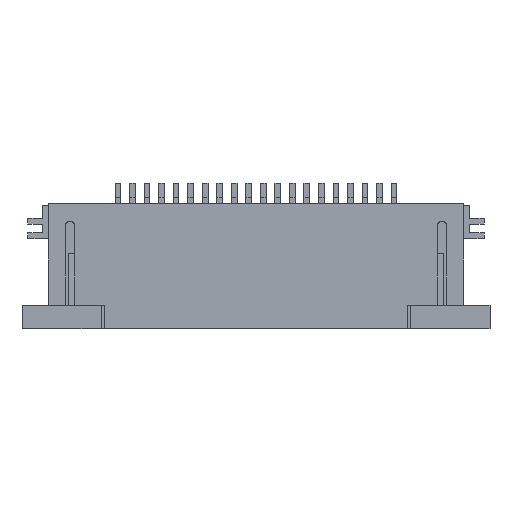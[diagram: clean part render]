
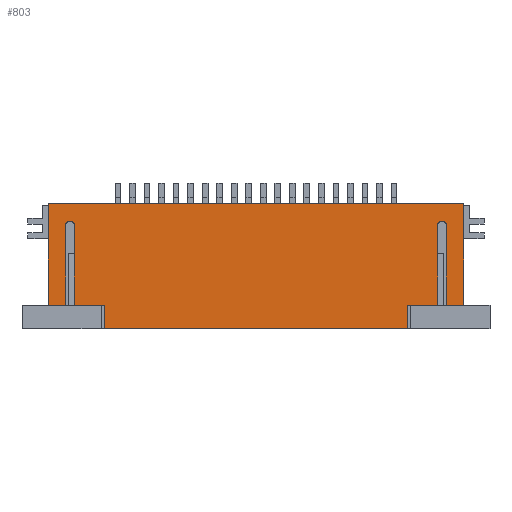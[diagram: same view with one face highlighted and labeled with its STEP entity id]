
A CAD part, top view. The second image highlights one B-rep face of the part: STEP entity #803.
In plain terms, the highlighted planar face has unit normal (0, 0, 1).
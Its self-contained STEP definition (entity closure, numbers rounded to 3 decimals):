
#122=CIRCLE('',#9977,0.15);
#123=CIRCLE('',#9978,0.15);
#332=FACE_OUTER_BOUND('',#1730,.T.);
#803=ADVANCED_FACE('',(#332),#1253,.T.);
#1253=PLANE('',#9979);
#1730=EDGE_LOOP('',(#3248,#3249,#3250,#3251,#3252,#3253,#3254,#3255,#3256,
#3257,#3258,#3259,#3260,#3261,#3262,#3263,#3264,#3265));
#3248=ORIENTED_EDGE('',*,*,#6261,.F.);
#3249=ORIENTED_EDGE('',*,*,#6529,.F.);
#3250=ORIENTED_EDGE('',*,*,#6530,.F.);
#3251=ORIENTED_EDGE('',*,*,#5766,.F.);
#3252=ORIENTED_EDGE('',*,*,#6340,.F.);
#3253=ORIENTED_EDGE('',*,*,#6531,.T.);
#3254=ORIENTED_EDGE('',*,*,#6331,.T.);
#3255=ORIENTED_EDGE('',*,*,#5825,.F.);
#3256=ORIENTED_EDGE('',*,*,#6532,.F.);
#3257=ORIENTED_EDGE('',*,*,#6533,.F.);
#3258=ORIENTED_EDGE('',*,*,#6534,.F.);
#3259=ORIENTED_EDGE('',*,*,#5804,.F.);
#3260=ORIENTED_EDGE('',*,*,#6342,.F.);
#3261=ORIENTED_EDGE('',*,*,#6535,.T.);
#3262=ORIENTED_EDGE('',*,*,#6536,.T.);
#3263=ORIENTED_EDGE('',*,*,#6537,.T.);
#3264=ORIENTED_EDGE('',*,*,#6346,.F.);
#3265=ORIENTED_EDGE('',*,*,#5773,.F.);
#4840=VERTEX_POINT('',#12756);
#4841=VERTEX_POINT('',#12758);
#4846=VERTEX_POINT('',#12769);
#4848=VERTEX_POINT('',#12772);
#4878=VERTEX_POINT('',#12836);
#4879=VERTEX_POINT('',#12837);
#4899=VERTEX_POINT('',#12877);
#4900=VERTEX_POINT('',#12879);
#5184=VERTEX_POINT('',#13740);
#5237=VERTEX_POINT('',#13877);
#5244=VERTEX_POINT('',#13893);
#5245=VERTEX_POINT('',#13898);
#5248=VERTEX_POINT('',#13906);
#5397=VERTEX_POINT('',#14245);
#5398=VERTEX_POINT('',#14249);
#5399=VERTEX_POINT('',#14251);
#5400=VERTEX_POINT('',#14254);
#5401=VERTEX_POINT('',#14256);
#5766=EDGE_CURVE('',#4840,#4841,#7158,.T.);
#5773=EDGE_CURVE('',#4846,#4848,#7165,.T.);
#5804=EDGE_CURVE('',#4878,#4879,#7196,.T.);
#5825=EDGE_CURVE('',#4899,#4900,#7217,.T.);
#6261=EDGE_CURVE('',#5184,#4846,#7613,.T.);
#6331=EDGE_CURVE('',#5237,#4900,#7681,.T.);
#6340=EDGE_CURVE('',#5244,#4840,#7690,.T.);
#6342=EDGE_CURVE('',#5245,#4878,#7692,.T.);
#6346=EDGE_CURVE('',#4848,#5248,#7696,.T.);
#6529=EDGE_CURVE('',#5397,#5184,#122,.T.);
#6530=EDGE_CURVE('',#4841,#5397,#7877,.T.);
#6531=EDGE_CURVE('',#5244,#5237,#7878,.T.);
#6532=EDGE_CURVE('',#5398,#4899,#7879,.T.);
#6533=EDGE_CURVE('',#5399,#5398,#123,.T.);
#6534=EDGE_CURVE('',#4879,#5399,#7880,.T.);
#6535=EDGE_CURVE('',#5245,#5400,#7881,.T.);
#6536=EDGE_CURVE('',#5400,#5401,#7882,.T.);
#6537=EDGE_CURVE('',#5401,#5248,#7883,.T.);
#7158=LINE('',#12757,#8462);
#7165=LINE('',#12771,#8469);
#7196=LINE('',#12835,#8500);
#7217=LINE('',#12878,#8521);
#7613=LINE('',#13741,#8917);
#7681=LINE('',#13876,#8985);
#7690=LINE('',#13894,#8994);
#7692=LINE('',#13897,#8996);
#7696=LINE('',#13905,#9000);
#7877=LINE('',#14246,#9181);
#7878=LINE('',#14247,#9182);
#7879=LINE('',#14248,#9183);
#7880=LINE('',#14252,#9184);
#7881=LINE('',#14253,#9185);
#7882=LINE('',#14255,#9186);
#7883=LINE('',#14257,#9187);
#8462=VECTOR('',#10329,1.);
#8469=VECTOR('',#10336,1.);
#8500=VECTOR('',#10373,1.);
#8521=VECTOR('',#10394,1.);
#8917=VECTOR('',#11154,1.);
#8985=VECTOR('',#11252,1.);
#8994=VECTOR('',#11263,1.);
#8996=VECTOR('',#11267,1.);
#9000=VECTOR('',#11273,1.);
#9181=VECTOR('',#11474,1.);
#9182=VECTOR('',#11475,1.);
#9183=VECTOR('',#11476,1.);
#9184=VECTOR('',#11479,1.);
#9185=VECTOR('',#11480,1.);
#9186=VECTOR('',#11481,1.);
#9187=VECTOR('',#11482,1.);
#9977=AXIS2_PLACEMENT_3D('',#14244,#11472,#11473);
#9978=AXIS2_PLACEMENT_3D('',#14250,#11477,#11478);
#9979=AXIS2_PLACEMENT_3D('',#14258,#11483,#11484);
#10329=DIRECTION('',(-1.,0.,0.));
#10336=DIRECTION('',(-1.,0.,0.));
#10373=DIRECTION('',(-1.,0.,0.));
#10394=DIRECTION('',(-1.,0.,0.));
#11154=DIRECTION('',(0.,-1.,0.));
#11252=DIRECTION('',(0.,-1.,0.));
#11263=DIRECTION('',(0.,-1.,0.));
#11267=DIRECTION('',(-1.,0.,0.));
#11273=DIRECTION('',(-1.,0.,0.));
#11472=DIRECTION('',(0.,0.,1.));
#11473=DIRECTION('',(1.,0.,0.));
#11474=DIRECTION('',(0.,1.,0.));
#11475=DIRECTION('',(-1.,0.,0.));
#11476=DIRECTION('',(0.,-1.,0.));
#11477=DIRECTION('',(0.,0.,1.));
#11478=DIRECTION('',(1.,0.,0.));
#11479=DIRECTION('',(0.,1.,0.));
#11480=DIRECTION('',(0.,-1.,0.));
#11481=DIRECTION('',(1.,0.,0.));
#11482=DIRECTION('',(0.,1.,0.));
#11483=DIRECTION('',(0.,0.,1.));
#11484=DIRECTION('',(1.,0.,0.));
#12756=CARTESIAN_POINT('',(7.15,0.,1.9));
#12757=CARTESIAN_POINT('',(7.15,0.,1.9));
#12758=CARTESIAN_POINT('',(6.55,0.,1.9));
#12769=CARTESIAN_POINT('',(6.25,0.,1.9));
#12771=CARTESIAN_POINT('',(7.15,0.,1.9));
#12772=CARTESIAN_POINT('',(5.325,0.,1.9));
#12835=CARTESIAN_POINT('',(7.15,0.,1.9));
#12836=CARTESIAN_POINT('',(-5.325,0.,1.9));
#12837=CARTESIAN_POINT('',(-6.25,0.,1.9));
#12877=CARTESIAN_POINT('',(-6.55,0.,1.9));
#12878=CARTESIAN_POINT('',(7.15,0.,1.9));
#12879=CARTESIAN_POINT('',(-7.15,0.,1.9));
#13740=CARTESIAN_POINT('',(6.25,2.75,1.9));
#13741=CARTESIAN_POINT('',(6.25,2.75,1.9));
#13876=CARTESIAN_POINT('',(-7.15,3.5,1.9));
#13877=CARTESIAN_POINT('',(-7.15,3.5,1.9));
#13893=CARTESIAN_POINT('',(7.15,3.5,1.9));
#13894=CARTESIAN_POINT('',(7.15,3.5,1.9));
#13897=CARTESIAN_POINT('',(7.15,0.,1.9));
#13898=CARTESIAN_POINT('',(-5.219,0.,1.9));
#13905=CARTESIAN_POINT('',(7.15,0.,1.9));
#13906=CARTESIAN_POINT('',(5.219,0.,1.9));
#14244=CARTESIAN_POINT('',(6.4,2.75,1.9));
#14245=CARTESIAN_POINT('',(6.55,2.75,1.9));
#14246=CARTESIAN_POINT('',(6.55,0.,1.9));
#14247=CARTESIAN_POINT('',(7.15,3.5,1.9));
#14248=CARTESIAN_POINT('',(-6.55,2.75,1.9));
#14249=CARTESIAN_POINT('',(-6.55,2.75,1.9));
#14250=CARTESIAN_POINT('',(-6.4,2.75,1.9));
#14251=CARTESIAN_POINT('',(-6.25,2.75,1.9));
#14252=CARTESIAN_POINT('',(-6.25,0.,1.9));
#14253=CARTESIAN_POINT('',(-5.219,0.,1.9));
#14254=CARTESIAN_POINT('',(-5.219,-0.8,1.9));
#14255=CARTESIAN_POINT('',(-5.219,-0.8,1.9));
#14256=CARTESIAN_POINT('',(5.219,-0.8,1.9));
#14257=CARTESIAN_POINT('',(5.219,-0.8,1.9));
#14258=CARTESIAN_POINT('',(7.15,3.5,1.9));
